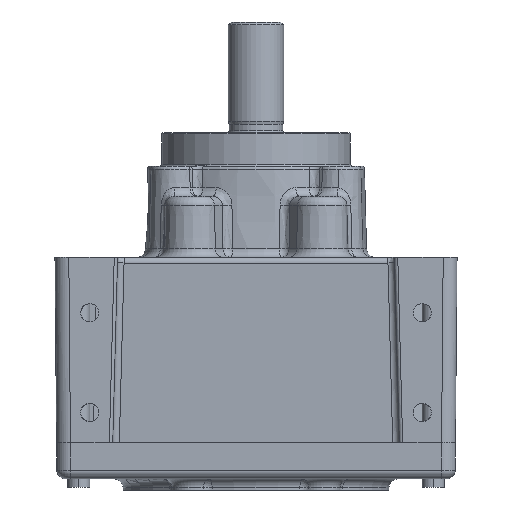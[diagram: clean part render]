
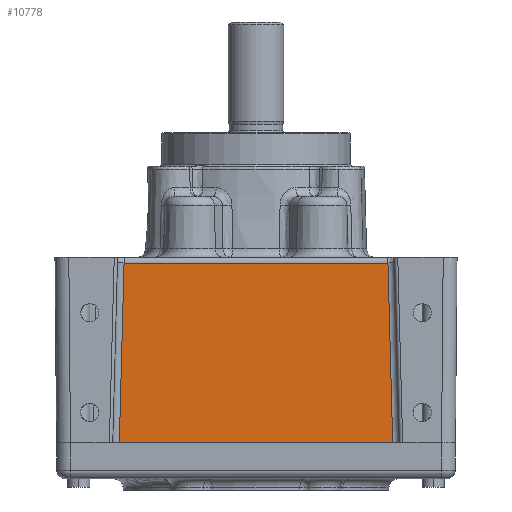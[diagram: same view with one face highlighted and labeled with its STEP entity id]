
A CAD part, front view. The second image highlights one B-rep face of the part: STEP entity #10778.
In plain terms, the highlighted planar face has unit normal (0, -1, -0.018).
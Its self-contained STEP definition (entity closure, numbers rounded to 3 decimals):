
#745 = VECTOR ( 'NONE', #2030, 1000. ) ;
#773 = LINE ( 'NONE', #21542, #745 ) ;
#2030 = DIRECTION ( 'NONE',  ( -0.026, -0.017, 1. ) ) ;
#3896 = EDGE_CURVE ( 'NONE', #20340, #14917, #773, .T. ) ;
#4018 = EDGE_CURVE ( 'NONE', #21505, #20340, #28454, .T. ) ;
#4076 = EDGE_CURVE ( 'NONE', #9967, #21505, #26248, .T. ) ;
#4709 = ORIENTED_EDGE ( 'NONE', *, *, #4076, .T. ) ;
#5053 = DIRECTION ( 'NONE',  ( 0., 0.017, -1. ) ) ;
#5062 = DIRECTION ( 'NONE',  ( 0., -1., -0.017 ) ) ;
#5099 = CARTESIAN_POINT ( 'NONE',  ( -25., -64.527, 33.3 ) ) ;
#5293 = PLANE ( 'NONE',  #28998 ) ;
#9635 = ORIENTED_EDGE ( 'NONE', *, *, #4018, .T. ) ;
#9967 = VERTEX_POINT ( 'NONE', #17178 ) ;
#10778 = ADVANCED_FACE ( 'NONE', ( #12968 ), #5293, .T. ) ;
#12968 = FACE_OUTER_BOUND ( 'NONE', #12979, .T. ) ;
#12979 = EDGE_LOOP ( 'NONE', ( #4709, #9635, #29757, #17310 ) ) ;
#13014 = CARTESIAN_POINT ( 'NONE',  ( 24.677, -63.943, -0.2 ) ) ;
#14917 = VERTEX_POINT ( 'NONE', #26220 ) ;
#14959 = LINE ( 'NONE', #25581, #23083 ) ;
#17178 = CARTESIAN_POINT ( 'NONE',  ( -23.827, -64.51, 32.283 ) ) ;
#17310 = ORIENTED_EDGE ( 'NONE', *, *, #25985, .T. ) ;
#17713 = DIRECTION ( 'NONE',  ( -0.026, 0.017, -1. ) ) ;
#17723 = CARTESIAN_POINT ( 'NONE',  ( -24.691, -63.933, -0.731 ) ) ;
#19236 = DIRECTION ( 'NONE',  ( 1., 0., 0. ) ) ;
#19467 = CARTESIAN_POINT ( 'NONE',  ( -25., -63.943, -0.2 ) ) ;
#20340 = VERTEX_POINT ( 'NONE', #13014 ) ;
#21505 = VERTEX_POINT ( 'NONE', #22936 ) ;
#21542 = CARTESIAN_POINT ( 'NONE',  ( 23.828, -64.509, 32.251 ) ) ;
#22936 = CARTESIAN_POINT ( 'NONE',  ( -24.677, -63.943, -0.2 ) ) ;
#23083 = VECTOR ( 'NONE', #25547, 1000. ) ;
#25547 = DIRECTION ( 'NONE',  ( -1., 0., 0. ) ) ;
#25581 = CARTESIAN_POINT ( 'NONE',  ( -25., -64.51, 32.283 ) ) ;
#25799 = VECTOR ( 'NONE', #17713, 1000. ) ;
#25985 = EDGE_CURVE ( 'NONE', #14917, #9967, #14959, .T. ) ;
#26220 = CARTESIAN_POINT ( 'NONE',  ( 23.827, -64.51, 32.283 ) ) ;
#26248 = LINE ( 'NONE', #17723, #25799 ) ;
#28226 = VECTOR ( 'NONE', #19236, 1000. ) ;
#28454 = LINE ( 'NONE', #19467, #28226 ) ;
#28998 = AXIS2_PLACEMENT_3D ( 'NONE', #5099, #5062, #5053 ) ;
#29757 = ORIENTED_EDGE ( 'NONE', *, *, #3896, .T. ) ;
